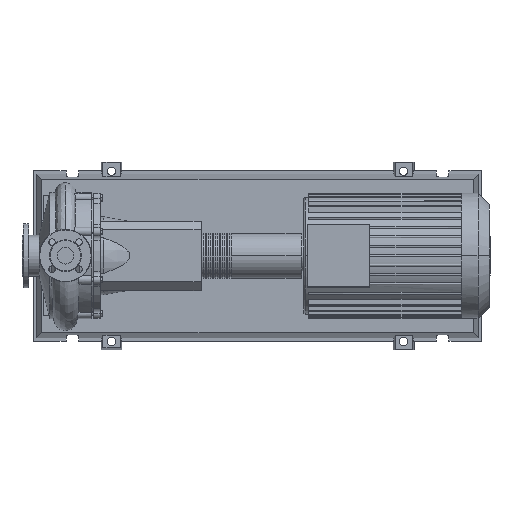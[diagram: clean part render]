
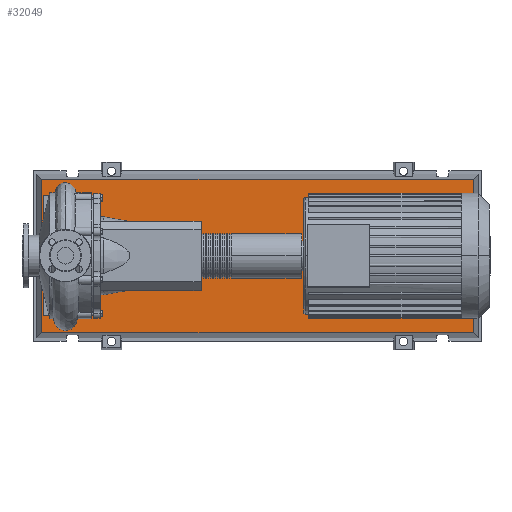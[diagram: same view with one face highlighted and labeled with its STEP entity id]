
A CAD part, top view. The second image highlights one B-rep face of the part: STEP entity #32049.
In plain terms, the highlighted planar face has unit normal (0, 0, 1).
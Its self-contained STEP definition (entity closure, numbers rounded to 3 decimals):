
#31730=CARTESIAN_POINT('',(1172.971,-220.471,103.0));
#31731=VERTEX_POINT('',#31730);
#31738=CARTESIAN_POINT('',(-67.971,-220.471,103.0));
#31739=VERTEX_POINT('',#31738);
#31740=CARTESIAN_POINT('',(1172.971,-220.471,103.0));
#31741=DIRECTION('',(-1.0,0.0,0.0));
#31742=VECTOR('',#31741,1240.941);
#31743=LINE('',#31740,#31742);
#31744=EDGE_CURVE('',#31731,#31739,#31743,.T.);
#31962=CARTESIAN_POINT('',(1172.971,220.471,103.0));
#31963=VERTEX_POINT('',#31962);
#31964=CARTESIAN_POINT('',(1172.971,220.471,103.0));
#31965=DIRECTION('',(0.0,-1.0,0.0));
#31966=VECTOR('',#31965,440.941);
#31967=LINE('',#31964,#31966);
#31968=EDGE_CURVE('',#31963,#31731,#31967,.T.);
#31986=CARTESIAN_POINT('',(-67.971,220.471,103.0));
#31987=VERTEX_POINT('',#31986);
#31988=CARTESIAN_POINT('',(-67.971,-220.471,103.0));
#31989=DIRECTION('',(0.0,1.0,0.0));
#31990=VECTOR('',#31989,440.941);
#31991=LINE('',#31988,#31990);
#31992=EDGE_CURVE('',#31739,#31987,#31991,.T.);
#32025=CARTESIAN_POINT('',(-67.971,220.471,103.0));
#32026=DIRECTION('',(1.0,0.0,0.0));
#32027=VECTOR('',#32026,1240.941);
#32028=LINE('',#32025,#32027);
#32029=EDGE_CURVE('',#31987,#31963,#32028,.T.);
#32038=CARTESIAN_POINT('',(552.5,0.,103.0));
#32039=DIRECTION('',(0.0,0.0,1.0));
#32040=DIRECTION('',(1.0,0.0,0.0));
#32041=AXIS2_PLACEMENT_3D('',#32038,#32039,#32040);
#32042=PLANE('',#32041);
#32043=ORIENTED_EDGE('',*,*,#31968,.F.);
#32044=ORIENTED_EDGE('',*,*,#32029,.F.);
#32045=ORIENTED_EDGE('',*,*,#31992,.F.);
#32046=ORIENTED_EDGE('',*,*,#31744,.F.);
#32047=EDGE_LOOP('',(#32043,#32044,#32045,#32046));
#32048=FACE_OUTER_BOUND('',#32047,.T.);
#32049=ADVANCED_FACE('',(#32048),#32042,.T.);
